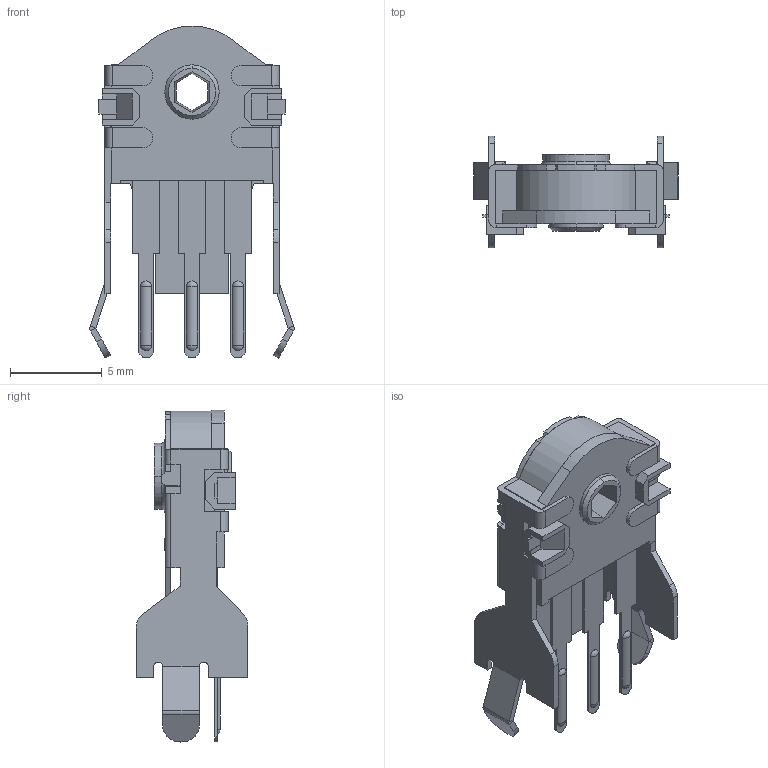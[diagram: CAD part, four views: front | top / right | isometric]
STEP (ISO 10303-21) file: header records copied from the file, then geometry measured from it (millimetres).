
FILE_DESCRIPTION (( 'STEP AP214' ), '1' );
FILE_NAME ('EC10E1260507.STEP', '2017-05-15T23:32:09', ( 'user' ), ( 'Hewlett-Packard Company' ), 'SwSTEP 2.0', 'SolidWorks 2014', '' );
FILE_SCHEMA (( 'AUTOMOTIVE_DESIGN' ));
Length unit declared in the file: millimetre
Products named in the file (1): EC10E1260507
Bounding box: 11.14 x 6.1 x 18.1 mm (x, y, z)
Volume: 257.7 mm3; surface area: 613.8 mm2
Topology: 1 solids, 1 shells, 345 faces, 921 edges, 584 vertices
Faces by surface type: plane 263, cylinder 60, sphere 12, cone 8, torus 2
Entity records: 14304 total; most frequent: CARTESIAN_POINT 1857, ORIENTED_EDGE 1818, DIRECTION 1737, EDGE_CURVE 909, VECTOR 757, LINE 757, VERTEX_POINT 578, AXIS2_PLACEMENT_3D 490
